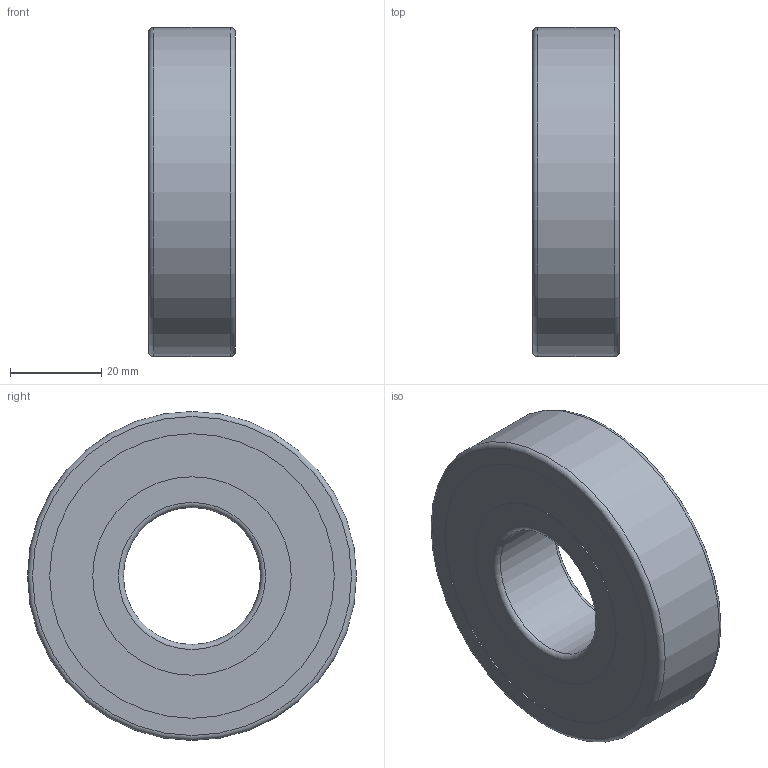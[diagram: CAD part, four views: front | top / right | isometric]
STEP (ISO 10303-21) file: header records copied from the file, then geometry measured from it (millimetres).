
FILE_DESCRIPTION(/* description */ ('STEP AP214'),/* implementation_level */ '2;1');
FILE_NAME(/* name */ '6306ZZ',/* time_stamp */ '2025-10-08T17:41:11+02:00',/* author */ ('License CC BY-ND 4.0'),/* organization */ ('CADENAS'),/* preprocessor_version */ 'ST-DEVELOPER v19.3',/* originating_system */ 'PARTsolutions',/* authorisation */ ' ');
FILE_SCHEMA (('AUTOMOTIVE_DESIGN {1 0 10303 214 3 1 1}'));
Length unit declared in the file: millimetre
Products named in the file (5): 6306ZZ; 6306ZZ Inner Ring; 6306ZZ Outer Ring; 6306ZZst; 6306ZZ Ball
Assembly tree (11 placements, depth 2):
  6306ZZ
    6306ZZ Inner Ring
    6306ZZ Outer Ring
    6306ZZst  x2
    6306ZZ Ball  x7
Bounding box: 19 x 72 x 72 mm (x, y, z)
Volume: 43433.4 mm3; surface area: 26783.1 mm2
Topology: 11 solids, 11 shells, 35 faces, 68 edges, 43 vertices
Faces by surface type: cylinder 12, plane 10, sphere 7, torus 6
Full cylindrical faces by diameter (mm): 30 x1, 43.44 x4, 58.56 x2, 62.293 x4, 72 x1
Entity records: 694 total; most frequent: DIRECTION 122, CARTESIAN_POINT 86, AXIS2_PLACEMENT_3D 61, FACE_BOUND 49, ORIENTED_EDGE 48, EDGE_LOOP 48, VERTEX_POINT 25, ADVANCED_FACE 25
